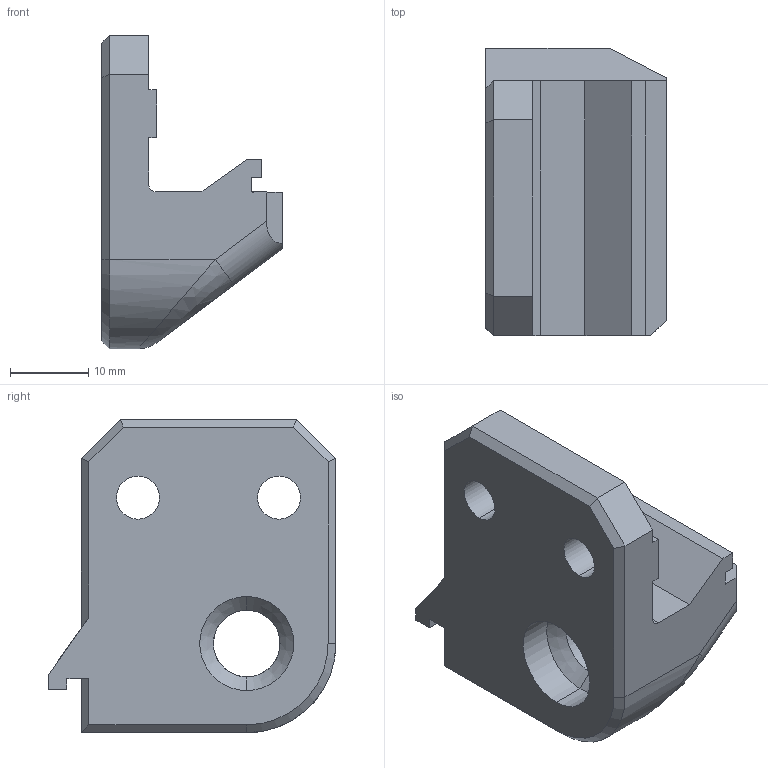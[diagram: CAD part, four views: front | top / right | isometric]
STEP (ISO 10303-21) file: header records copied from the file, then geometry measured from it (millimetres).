
FILE_DESCRIPTION (( 'STEP AP203' ), '1' );
FILE_NAME ('y_axis_positive bearing mount.STEP', '2019-06-25T20:13:46', ( '' ), ( '' ), 'SwSTEP 2.0', 'SolidWorks 2018', '' );
FILE_SCHEMA (( 'CONFIG_CONTROL_DESIGN' ));
Length unit declared in the file: millimetre
Products named in the file (1): y_axis_positive bearing mount
Bounding box: 23.05 x 36.73 x 40 mm (x, y, z)
Volume: 14112.7 mm3; surface area: 5589.7 mm2
Topology: 1 solids, 1 shells, 51 faces, 137 edges, 87 vertices
Faces by surface type: plane 35, cylinder 12, cone 3, bspline 1
Entity records: 1684 total; most frequent: CARTESIAN_POINT 323, ORIENTED_EDGE 274, DIRECTION 256, EDGE_CURVE 137, VECTOR 108, LINE 108, VERTEX_POINT 87, AXIS2_PLACEMENT_3D 74
